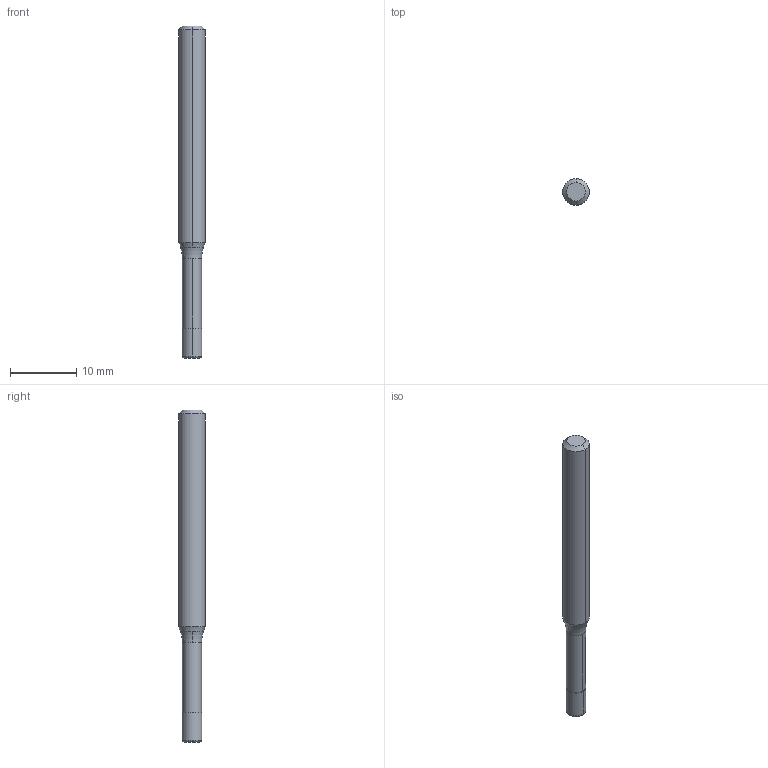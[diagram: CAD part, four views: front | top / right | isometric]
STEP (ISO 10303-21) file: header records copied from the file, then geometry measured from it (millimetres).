
FILE_DESCRIPTION(('STEP AP214'),'1');
FILE_NAME('608179885-000-00-E43.stp','2025-02-05T10:03:53',(' '),(' '),'Spatial InterOp 3D',' ',' ');
FILE_SCHEMA(('AUTOMOTIVE_DESIGN { 1 0 10303 214 1 1 1 1 }'));
Length unit declared in the file: millimetre
Products named in the file (1): 1
Bounding box: 4 x 4 x 50 mm (x, y, z)
Volume: 529.2 mm3; surface area: 600.6 mm2
Topology: 2 solids, 2 shells, 18 faces, 54 edges, 41 vertices
Faces by surface type: cylinder 6, torus 4, cone 4, plane 4
Entity records: 797 total; most frequent: DIRECTION 129, CARTESIAN_POINT 103, ORIENTED_EDGE 78, AXIS2_PLACEMENT_3D 55, EDGE_CURVE 39, CIRCLE 31, VERTEX_POINT 25, LINE 23
